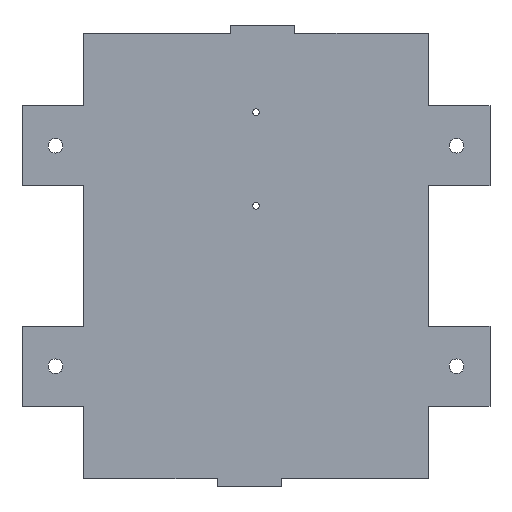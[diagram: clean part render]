
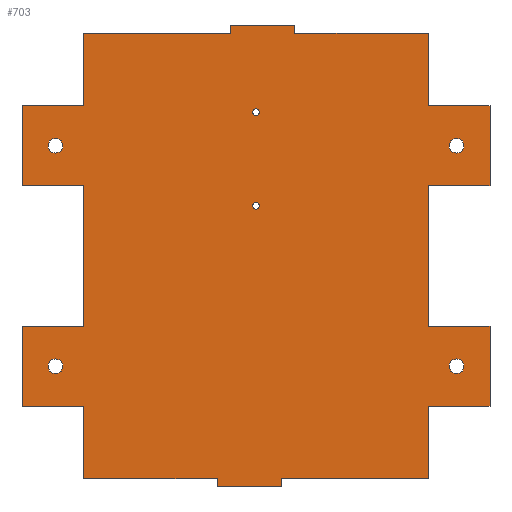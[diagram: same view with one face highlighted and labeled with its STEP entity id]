
A CAD part, top view. The second image highlights one B-rep face of the part: STEP entity #703.
In plain terms, the highlighted planar face has unit normal (0, 0, 1).
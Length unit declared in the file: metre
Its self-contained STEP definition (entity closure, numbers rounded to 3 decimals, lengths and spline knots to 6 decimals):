
#20=LINE('',#1005,#104);
#21=LINE('',#1008,#105);
#22=LINE('',#1010,#106);
#23=LINE('',#1012,#107);
#24=LINE('',#1014,#108);
#25=LINE('',#1016,#109);
#26=LINE('',#1018,#110);
#27=LINE('',#1020,#111);
#28=LINE('',#1022,#112);
#29=LINE('',#1024,#113);
#30=LINE('',#1026,#114);
#31=LINE('',#1028,#115);
#32=LINE('',#1030,#116);
#33=LINE('',#1032,#117);
#34=LINE('',#1034,#118);
#35=LINE('',#1036,#119);
#36=LINE('',#1038,#120);
#37=LINE('',#1040,#121);
#38=LINE('',#1042,#122);
#39=LINE('',#1044,#123);
#40=LINE('',#1046,#124);
#41=LINE('',#1048,#125);
#42=LINE('',#1050,#126);
#43=LINE('',#1052,#127);
#44=LINE('',#1054,#128);
#45=LINE('',#1056,#129);
#46=LINE('',#1058,#130);
#47=LINE('',#1060,#131);
#104=VECTOR('',#826,1.);
#105=VECTOR('',#827,1.);
#106=VECTOR('',#828,1.);
#107=VECTOR('',#829,1.);
#108=VECTOR('',#830,1.);
#109=VECTOR('',#831,1.);
#110=VECTOR('',#832,1.);
#111=VECTOR('',#833,1.);
#112=VECTOR('',#834,1.);
#113=VECTOR('',#835,1.);
#114=VECTOR('',#836,1.);
#115=VECTOR('',#837,1.);
#116=VECTOR('',#838,1.);
#117=VECTOR('',#839,1.);
#118=VECTOR('',#840,1.);
#119=VECTOR('',#841,1.);
#120=VECTOR('',#842,1.);
#121=VECTOR('',#843,1.);
#122=VECTOR('',#844,1.);
#123=VECTOR('',#845,1.);
#124=VECTOR('',#846,1.);
#125=VECTOR('',#847,1.);
#126=VECTOR('',#848,1.);
#127=VECTOR('',#849,1.);
#128=VECTOR('',#850,1.);
#129=VECTOR('',#851,1.);
#130=VECTOR('',#852,1.);
#131=VECTOR('',#853,1.);
#188=PLANE('',#767);
#222=ORIENTED_EDGE('',*,*,#413,.T.);
#223=ORIENTED_EDGE('',*,*,#414,.T.);
#224=ORIENTED_EDGE('',*,*,#415,.T.);
#225=ORIENTED_EDGE('',*,*,#416,.T.);
#226=ORIENTED_EDGE('',*,*,#417,.T.);
#227=ORIENTED_EDGE('',*,*,#418,.T.);
#228=ORIENTED_EDGE('',*,*,#419,.T.);
#229=ORIENTED_EDGE('',*,*,#420,.T.);
#230=ORIENTED_EDGE('',*,*,#421,.T.);
#231=ORIENTED_EDGE('',*,*,#422,.T.);
#232=ORIENTED_EDGE('',*,*,#423,.T.);
#233=ORIENTED_EDGE('',*,*,#424,.T.);
#234=ORIENTED_EDGE('',*,*,#425,.T.);
#235=ORIENTED_EDGE('',*,*,#426,.T.);
#236=ORIENTED_EDGE('',*,*,#427,.T.);
#237=ORIENTED_EDGE('',*,*,#428,.T.);
#238=ORIENTED_EDGE('',*,*,#429,.T.);
#239=ORIENTED_EDGE('',*,*,#430,.T.);
#240=ORIENTED_EDGE('',*,*,#431,.T.);
#241=ORIENTED_EDGE('',*,*,#432,.T.);
#242=ORIENTED_EDGE('',*,*,#433,.T.);
#243=ORIENTED_EDGE('',*,*,#434,.T.);
#244=ORIENTED_EDGE('',*,*,#435,.T.);
#245=ORIENTED_EDGE('',*,*,#436,.T.);
#246=ORIENTED_EDGE('',*,*,#437,.T.);
#247=ORIENTED_EDGE('',*,*,#438,.T.);
#248=ORIENTED_EDGE('',*,*,#439,.T.);
#249=ORIENTED_EDGE('',*,*,#440,.T.);
#250=ORIENTED_EDGE('',*,*,#441,.T.);
#251=ORIENTED_EDGE('',*,*,#442,.T.);
#252=ORIENTED_EDGE('',*,*,#443,.T.);
#253=ORIENTED_EDGE('',*,*,#444,.T.);
#254=ORIENTED_EDGE('',*,*,#445,.T.);
#255=ORIENTED_EDGE('',*,*,#446,.T.);
#413=EDGE_CURVE('',#509,#509,#577,.T.);
#414=EDGE_CURVE('',#510,#510,#578,.T.);
#415=EDGE_CURVE('',#511,#511,#579,.T.);
#416=EDGE_CURVE('',#512,#513,#20,.T.);
#417=EDGE_CURVE('',#513,#514,#21,.T.);
#418=EDGE_CURVE('',#514,#515,#22,.T.);
#419=EDGE_CURVE('',#515,#516,#23,.T.);
#420=EDGE_CURVE('',#516,#517,#24,.T.);
#421=EDGE_CURVE('',#517,#518,#25,.T.);
#422=EDGE_CURVE('',#518,#519,#26,.T.);
#423=EDGE_CURVE('',#519,#520,#27,.T.);
#424=EDGE_CURVE('',#520,#521,#28,.T.);
#425=EDGE_CURVE('',#521,#522,#29,.T.);
#426=EDGE_CURVE('',#522,#523,#30,.T.);
#427=EDGE_CURVE('',#523,#524,#31,.T.);
#428=EDGE_CURVE('',#524,#525,#32,.T.);
#429=EDGE_CURVE('',#525,#526,#33,.T.);
#430=EDGE_CURVE('',#526,#527,#34,.T.);
#431=EDGE_CURVE('',#527,#528,#35,.T.);
#432=EDGE_CURVE('',#528,#529,#36,.T.);
#433=EDGE_CURVE('',#529,#530,#37,.T.);
#434=EDGE_CURVE('',#530,#531,#38,.T.);
#435=EDGE_CURVE('',#531,#532,#39,.T.);
#436=EDGE_CURVE('',#532,#533,#40,.T.);
#437=EDGE_CURVE('',#533,#534,#41,.T.);
#438=EDGE_CURVE('',#534,#535,#42,.T.);
#439=EDGE_CURVE('',#535,#536,#43,.T.);
#440=EDGE_CURVE('',#536,#537,#44,.T.);
#441=EDGE_CURVE('',#537,#538,#45,.T.);
#442=EDGE_CURVE('',#538,#539,#46,.T.);
#443=EDGE_CURVE('',#539,#512,#47,.T.);
#444=EDGE_CURVE('',#540,#540,#580,.T.);
#445=EDGE_CURVE('',#541,#541,#581,.T.);
#446=EDGE_CURVE('',#542,#542,#582,.T.);
#509=VERTEX_POINT('',#999);
#510=VERTEX_POINT('',#1002);
#511=VERTEX_POINT('',#1004);
#512=VERTEX_POINT('',#1006);
#513=VERTEX_POINT('',#1007);
#514=VERTEX_POINT('',#1009);
#515=VERTEX_POINT('',#1011);
#516=VERTEX_POINT('',#1013);
#517=VERTEX_POINT('',#1015);
#518=VERTEX_POINT('',#1017);
#519=VERTEX_POINT('',#1019);
#520=VERTEX_POINT('',#1021);
#521=VERTEX_POINT('',#1023);
#522=VERTEX_POINT('',#1025);
#523=VERTEX_POINT('',#1027);
#524=VERTEX_POINT('',#1029);
#525=VERTEX_POINT('',#1031);
#526=VERTEX_POINT('',#1033);
#527=VERTEX_POINT('',#1035);
#528=VERTEX_POINT('',#1037);
#529=VERTEX_POINT('',#1039);
#530=VERTEX_POINT('',#1041);
#531=VERTEX_POINT('',#1043);
#532=VERTEX_POINT('',#1045);
#533=VERTEX_POINT('',#1047);
#534=VERTEX_POINT('',#1049);
#535=VERTEX_POINT('',#1051);
#536=VERTEX_POINT('',#1053);
#537=VERTEX_POINT('',#1055);
#538=VERTEX_POINT('',#1057);
#539=VERTEX_POINT('',#1059);
#540=VERTEX_POINT('',#1062);
#541=VERTEX_POINT('',#1064);
#542=VERTEX_POINT('',#1066);
#577=CIRCLE('',#766,0.0055);
#578=CIRCLE('',#768,0.0025);
#579=CIRCLE('',#769,0.0025);
#580=CIRCLE('',#770,0.0055);
#581=CIRCLE('',#771,0.0055);
#582=CIRCLE('',#772,0.0055);
#590=EDGE_LOOP('',(#222));
#591=EDGE_LOOP('',(#223));
#592=EDGE_LOOP('',(#224));
#593=EDGE_LOOP('',(#225,#226,#227,#228,#229,#230,#231,#232,#233,#234,#235,
#236,#237,#238,#239,#240,#241,#242,#243,#244,#245,#246,#247,#248,#249,#250,
#251,#252));
#594=EDGE_LOOP('',(#253));
#595=EDGE_LOOP('',(#254));
#596=EDGE_LOOP('',(#255));
#644=FACE_BOUND('',#590,.T.);
#645=FACE_BOUND('',#591,.T.);
#646=FACE_BOUND('',#592,.T.);
#647=FACE_BOUND('',#593,.T.);
#648=FACE_BOUND('',#594,.T.);
#649=FACE_BOUND('',#595,.T.);
#650=FACE_BOUND('',#596,.T.);
#703=ADVANCED_FACE('',(#644,#645,#646,#647,#648,#649,#650),#188,.T.);
#766=AXIS2_PLACEMENT_3D('',#998,#818,#819);
#767=AXIS2_PLACEMENT_3D('',#1000,#820,#821);
#768=AXIS2_PLACEMENT_3D('',#1001,#822,#823);
#769=AXIS2_PLACEMENT_3D('',#1003,#824,#825);
#770=AXIS2_PLACEMENT_3D('',#1061,#854,#855);
#771=AXIS2_PLACEMENT_3D('',#1063,#856,#857);
#772=AXIS2_PLACEMENT_3D('',#1065,#858,#859);
#818=DIRECTION('',(0.,0.,-1.));
#819=DIRECTION('',(-1.,0.,0.));
#820=DIRECTION('',(0.,0.,1.));
#821=DIRECTION('',(0.,-1.,0.));
#822=DIRECTION('',(0.,0.,-1.));
#823=DIRECTION('',(1.,0.,0.));
#824=DIRECTION('',(0.,0.,-1.));
#825=DIRECTION('',(1.,0.,0.));
#826=DIRECTION('',(0.,-1.,0.));
#827=DIRECTION('',(1.,0.,0.));
#828=DIRECTION('',(0.,-1.,0.));
#829=DIRECTION('',(1.,0.,0.));
#830=DIRECTION('',(0.,1.,0.));
#831=DIRECTION('',(1.,0.,0.));
#832=DIRECTION('',(0.,1.,0.));
#833=DIRECTION('',(1.,0.,0.));
#834=DIRECTION('',(0.,1.,0.));
#835=DIRECTION('',(-1.,0.,0.));
#836=DIRECTION('',(0.,1.,0.));
#837=DIRECTION('',(1.,0.,0.));
#838=DIRECTION('',(0.,1.,0.));
#839=DIRECTION('',(-1.,0.,0.));
#840=DIRECTION('',(0.,1.,0.));
#841=DIRECTION('',(-1.,0.,0.));
#842=DIRECTION('',(0.,1.,0.));
#843=DIRECTION('',(-1.,0.,0.));
#844=DIRECTION('',(0.,-1.,0.));
#845=DIRECTION('',(-1.,0.,0.));
#846=DIRECTION('',(0.,-1.,0.));
#847=DIRECTION('',(-1.,0.,0.));
#848=DIRECTION('',(0.,-1.,0.));
#849=DIRECTION('',(1.,0.,0.));
#850=DIRECTION('',(0.,-1.,0.));
#851=DIRECTION('',(-1.,0.,0.));
#852=DIRECTION('',(0.,-1.,0.));
#853=DIRECTION('',(1.,0.,0.));
#854=DIRECTION('',(0.,0.,-1.));
#855=DIRECTION('',(1.,0.,0.));
#856=DIRECTION('',(0.,0.,-1.));
#857=DIRECTION('',(1.,0.,0.));
#858=DIRECTION('',(0.,0.,-1.));
#859=DIRECTION('',(1.,0.,0.));
#998=CARTESIAN_POINT('',(-0.15,-0.12,0.006));
#999=CARTESIAN_POINT('',(-0.1555,-0.12,0.006));
#1000=CARTESIAN_POINT('',(0.,-0.0375,0.006));
#1001=CARTESIAN_POINT('',(0.,0.,0.006));
#1002=CARTESIAN_POINT('',(0.0025,0.,0.006));
#1003=CARTESIAN_POINT('',(0.,0.07,0.006));
#1004=CARTESIAN_POINT('',(0.0025,0.07,0.006));
#1005=CARTESIAN_POINT('',(-0.129,0.129,0.006));
#1006=CARTESIAN_POINT('',(-0.129,-0.15,0.006));
#1007=CARTESIAN_POINT('',(-0.129,-0.204,0.006));
#1008=CARTESIAN_POINT('',(-0.129,-0.204,0.006));
#1009=CARTESIAN_POINT('',(-0.029,-0.204,0.006));
#1010=CARTESIAN_POINT('',(-0.029,-0.204,0.006));
#1011=CARTESIAN_POINT('',(-0.029,-0.21,0.006));
#1012=CARTESIAN_POINT('',(-0.029,-0.21,0.006));
#1013=CARTESIAN_POINT('',(0.019,-0.21,0.006));
#1014=CARTESIAN_POINT('',(0.019,-0.21,0.006));
#1015=CARTESIAN_POINT('',(0.019,-0.204,0.006));
#1016=CARTESIAN_POINT('',(-0.129,-0.204,0.006));
#1017=CARTESIAN_POINT('',(0.129,-0.204,0.006));
#1018=CARTESIAN_POINT('',(0.129,-0.204,0.006));
#1019=CARTESIAN_POINT('',(0.129,-0.15,0.006));
#1020=CARTESIAN_POINT('',(0.125,-0.15,0.006));
#1021=CARTESIAN_POINT('',(0.175,-0.15,0.006));
#1022=CARTESIAN_POINT('',(0.175,-0.15,0.006));
#1023=CARTESIAN_POINT('',(0.175,-0.09,0.006));
#1024=CARTESIAN_POINT('',(0.175,-0.09,0.006));
#1025=CARTESIAN_POINT('',(0.129,-0.09,0.006));
#1026=CARTESIAN_POINT('',(0.129,-0.204,0.006));
#1027=CARTESIAN_POINT('',(0.129,0.015,0.006));
#1028=CARTESIAN_POINT('',(0.125,0.015,0.006));
#1029=CARTESIAN_POINT('',(0.175,0.015,0.006));
#1030=CARTESIAN_POINT('',(0.175,0.015,0.006));
#1031=CARTESIAN_POINT('',(0.175,0.075,0.006));
#1032=CARTESIAN_POINT('',(0.175,0.075,0.006));
#1033=CARTESIAN_POINT('',(0.129,0.075,0.006));
#1034=CARTESIAN_POINT('',(0.129,-0.204,0.006));
#1035=CARTESIAN_POINT('',(0.129,0.129,0.006));
#1036=CARTESIAN_POINT('',(0.129,0.129,0.006));
#1037=CARTESIAN_POINT('',(0.029,0.129,0.006));
#1038=CARTESIAN_POINT('',(0.029,0.129,0.006));
#1039=CARTESIAN_POINT('',(0.029,0.135,0.006));
#1040=CARTESIAN_POINT('',(0.029,0.135,0.006));
#1041=CARTESIAN_POINT('',(-0.019,0.135,0.006));
#1042=CARTESIAN_POINT('',(-0.019,0.135,0.006));
#1043=CARTESIAN_POINT('',(-0.019,0.129,0.006));
#1044=CARTESIAN_POINT('',(0.129,0.129,0.006));
#1045=CARTESIAN_POINT('',(-0.129,0.129,0.006));
#1046=CARTESIAN_POINT('',(-0.129,0.129,0.006));
#1047=CARTESIAN_POINT('',(-0.129,0.075,0.006));
#1048=CARTESIAN_POINT('',(-0.125,0.075,0.006));
#1049=CARTESIAN_POINT('',(-0.175,0.075,0.006));
#1050=CARTESIAN_POINT('',(-0.175,0.075,0.006));
#1051=CARTESIAN_POINT('',(-0.175,0.015,0.006));
#1052=CARTESIAN_POINT('',(-0.175,0.015,0.006));
#1053=CARTESIAN_POINT('',(-0.129,0.015,0.006));
#1054=CARTESIAN_POINT('',(-0.129,0.129,0.006));
#1055=CARTESIAN_POINT('',(-0.129,-0.09,0.006));
#1056=CARTESIAN_POINT('',(-0.125,-0.09,0.006));
#1057=CARTESIAN_POINT('',(-0.175,-0.09,0.006));
#1058=CARTESIAN_POINT('',(-0.175,-0.09,0.006));
#1059=CARTESIAN_POINT('',(-0.175,-0.15,0.006));
#1060=CARTESIAN_POINT('',(-0.175,-0.15,0.006));
#1061=CARTESIAN_POINT('',(0.15,0.045,0.006));
#1062=CARTESIAN_POINT('',(0.1555,0.045,0.006));
#1063=CARTESIAN_POINT('',(0.15,-0.12,0.006));
#1064=CARTESIAN_POINT('',(0.1555,-0.12,0.006));
#1065=CARTESIAN_POINT('',(-0.15,0.045,0.006));
#1066=CARTESIAN_POINT('',(-0.1445,0.045,0.006));
